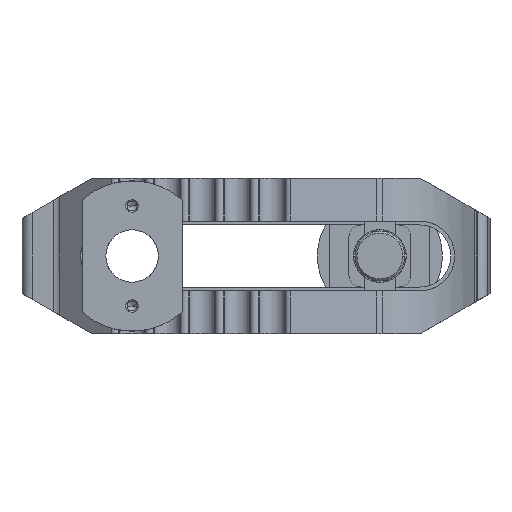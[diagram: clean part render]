
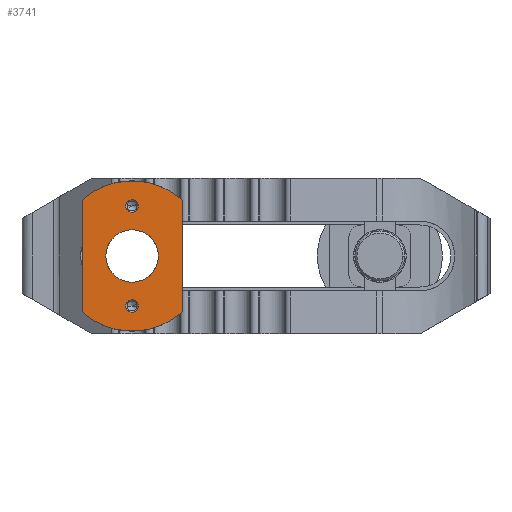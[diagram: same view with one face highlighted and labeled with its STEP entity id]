
A CAD part, front view. The second image highlights one B-rep face of the part: STEP entity #3741.
In plain terms, the highlighted planar face has unit normal (0, -1, 0).
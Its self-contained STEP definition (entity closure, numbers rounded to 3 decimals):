
#1913=EDGE_CURVE('',#4223,#1941,#5376,.T.);
#1941=VERTEX_POINT('',#5408);
#2035=VERTEX_POINT('',#5516);
#2321=VERTEX_POINT('',#5835);
#2391=VERTEX_POINT('',#5909);
#2533=VERTEX_POINT('',#6068);
#2565=EDGE_CURVE('',#2781,#2035,#6105,.T.);
#2771=EDGE_CURVE('',#5093,#2391,#6326,.T.);
#2781=VERTEX_POINT('',#6337);
#3375=EDGE_CURVE('',#4313,#2533,#6995,.T.);
#3557=EDGE_CURVE('',#2533,#2035,#7196,.T.);
#3659=EDGE_CURVE('',#1941,#4223,#7308,.T.);
#3691=EDGE_CURVE('',#2321,#4533,#7344,.T.);
#3715=EDGE_CURVE('',#4533,#2321,#7370,.T.);
#3729=EDGE_CURVE('',#2781,#4313,#7386,.T.);
#3741=ADVANCED_FACE('',(#7400,#7401,#7402,#7403),#7404,.T.);
#3825=EDGE_CURVE('',#2391,#5093,#7495,.T.);
#4223=VERTEX_POINT('',#7928);
#4313=VERTEX_POINT('',#8028);
#4533=VERTEX_POINT('',#8266);
#5093=VERTEX_POINT('',#8879);
#5376=CIRCLE('',#9286,10.5);
#5408=CARTESIAN_POINT('',(10.5,0.0,0.));
#5516=CARTESIAN_POINT('',(-20.0,0.,-22.361));
#5835=CARTESIAN_POINT('',(2.5,0.0,20.0));
#5909=CARTESIAN_POINT('',(2.5,0.,-20.0));
#6068=CARTESIAN_POINT('',(20.0,0.0,-22.361));
#6105=LINE('',#10349,#10350);
#6326=CIRCLE('',#10719,2.5);
#6337=CARTESIAN_POINT('',(-20.0,0.,22.361));
#6995=LINE('',#11747,#11748);
#7196=CIRCLE('',#12025,30.0);
#7308=CIRCLE('',#12187,10.5);
#7344=CIRCLE('',#12235,2.5);
#7370=CIRCLE('',#12322,2.5);
#7386=CIRCLE('',#12381,30.0);
#7400=FACE_BOUND('',#12400,.T.);
#7401=FACE_BOUND('',#12401,.T.);
#7402=FACE_BOUND('',#12402,.T.);
#7403=FACE_OUTER_BOUND('',#12403,.T.);
#7404=PLANE('',#12404);
#7495=CIRCLE('',#12535,2.5);
#7928=CARTESIAN_POINT('',(-10.5,0.,0.));
#8028=CARTESIAN_POINT('',(20.0,0.0,22.361));
#8266=CARTESIAN_POINT('',(-2.5,0.,20.0));
#8879=CARTESIAN_POINT('',(-2.5,0.0,-20.0));
#9286=AXIS2_PLACEMENT_3D('',#14944,#14945,#14946);
#10349=CARTESIAN_POINT('',(-20.0,0.,31.0));
#10350=VECTOR('',#15865,1.0);
#10719=AXIS2_PLACEMENT_3D('',#16081,#16082,#16083);
#11747=CARTESIAN_POINT('',(20.0,0.,31.0));
#11748=VECTOR('',#16891,1.0);
#12025=AXIS2_PLACEMENT_3D('',#17149,#17150,#17151);
#12187=AXIS2_PLACEMENT_3D('',#17287,#17288,#17289);
#12235=AXIS2_PLACEMENT_3D('',#17340,#17341,#17342);
#12322=AXIS2_PLACEMENT_3D('',#17372,#17373,#17374);
#12381=AXIS2_PLACEMENT_3D('',#17395,#17396,#17397);
#12400=EDGE_LOOP('',(#17426,#17427));
#12401=EDGE_LOOP('',(#17428,#17429));
#12402=EDGE_LOOP('',(#17430,#17431));
#12403=EDGE_LOOP('',(#17432,#17433,#17434,#17435));
#12404=AXIS2_PLACEMENT_3D('',#17436,#17437,#17438);
#12535=AXIS2_PLACEMENT_3D('',#17540,#17541,#17542);
#14944=CARTESIAN_POINT('',(0.0,0.0,0.0));
#14945=DIRECTION('',(0.,1.0,0.));
#14946=DIRECTION('',(-1.0,0.,0.));
#15865=DIRECTION('',(0.0,0.,-1.0));
#16081=CARTESIAN_POINT('',(0.0,0.0,-20.0));
#16082=DIRECTION('',(0.,1.0,0.));
#16083=DIRECTION('',(-1.0,0.,0.));
#16891=DIRECTION('',(0.0,0.,-1.0));
#17149=CARTESIAN_POINT('',(0.0,0.0,0.0));
#17150=DIRECTION('',(0.,1.0,0.));
#17151=DIRECTION('',(-1.0,0.,0.));
#17287=CARTESIAN_POINT('',(0.0,0.0,0.0));
#17288=DIRECTION('',(0.,1.0,0.));
#17289=DIRECTION('',(-1.0,0.,0.));
#17340=CARTESIAN_POINT('',(0.0,0.0,20.0));
#17341=DIRECTION('',(0.,1.0,0.));
#17342=DIRECTION('',(1.0,0.,0.));
#17372=CARTESIAN_POINT('',(0.0,0.0,20.0));
#17373=DIRECTION('',(0.,1.0,0.));
#17374=DIRECTION('',(1.0,0.,0.));
#17395=CARTESIAN_POINT('',(0.0,0.0,0.0));
#17396=DIRECTION('',(0.,1.0,0.));
#17397=DIRECTION('',(-1.0,0.,0.));
#17426=ORIENTED_EDGE('',*,*,#2771,.T.);
#17427=ORIENTED_EDGE('',*,*,#3825,.T.);
#17428=ORIENTED_EDGE('',*,*,#3691,.T.);
#17429=ORIENTED_EDGE('',*,*,#3715,.T.);
#17430=ORIENTED_EDGE('',*,*,#3659,.T.);
#17431=ORIENTED_EDGE('',*,*,#1913,.T.);
#17432=ORIENTED_EDGE('',*,*,#3729,.F.);
#17433=ORIENTED_EDGE('',*,*,#2565,.T.);
#17434=ORIENTED_EDGE('',*,*,#3557,.F.);
#17435=ORIENTED_EDGE('',*,*,#3375,.F.);
#17436=CARTESIAN_POINT('',(-20.0,0.,31.0));
#17437=DIRECTION('',(0.,-1.0,0.));
#17438=DIRECTION('',(-1.0,0.,0.));
#17540=CARTESIAN_POINT('',(0.0,0.0,-20.0));
#17541=DIRECTION('',(0.,1.0,0.));
#17542=DIRECTION('',(-1.0,0.,0.));
